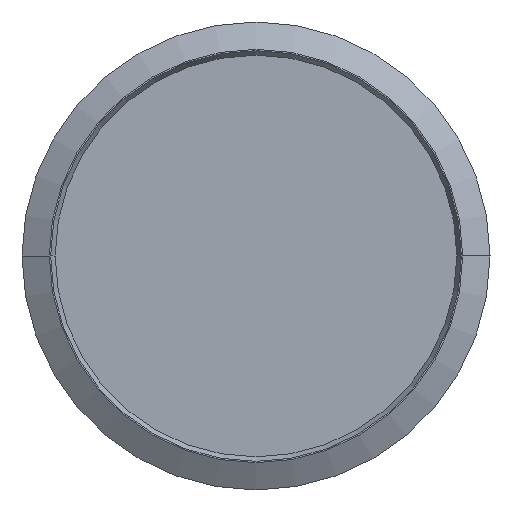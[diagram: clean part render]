
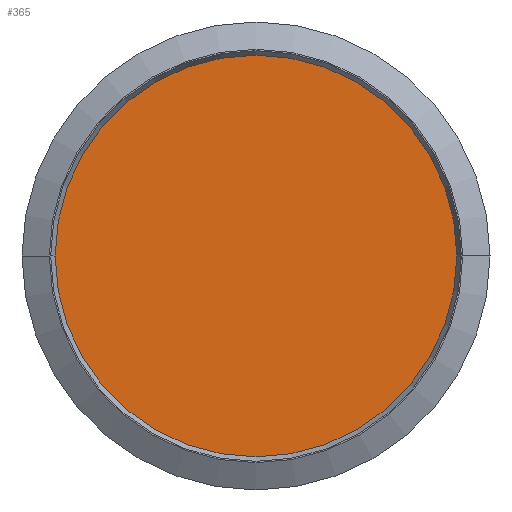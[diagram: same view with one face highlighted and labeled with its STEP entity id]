
A CAD part, front view. The second image highlights one B-rep face of the part: STEP entity #365.
In plain terms, the highlighted planar face has unit normal (0, -1, 0).
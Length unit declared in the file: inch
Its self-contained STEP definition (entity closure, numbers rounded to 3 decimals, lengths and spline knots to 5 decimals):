
#77 = DIRECTION ( 'NONE',  ( 0., -1., 0. ) ) ;
#93 = AXIS2_PLACEMENT_3D ( 'NONE', #1113, #895, #553 ) ;
#210 = EDGE_CURVE ( 'NONE', #825, #722, #1133, .T. ) ;
#239 = CARTESIAN_POINT ( 'NONE',  ( -0.20276, -1.96063, 0. ) ) ;
#252 = ORIENTED_EDGE ( 'NONE', *, *, #210, .T. ) ;
#272 = AXIS2_PLACEMENT_3D ( 'NONE', #1442, #861, #757 ) ;
#365 = ADVANCED_FACE ( 'NONE', ( #628 ), #751, .T. ) ;
#425 = EDGE_CURVE ( 'NONE', #722, #825, #754, .T. ) ;
#553 = DIRECTION ( 'NONE',  ( 0., 0., -1. ) ) ;
#559 = CARTESIAN_POINT ( 'NONE',  ( 0., -1.96063, 0. ) ) ;
#628 = FACE_OUTER_BOUND ( 'NONE', #1509, .T. ) ;
#722 = VERTEX_POINT ( 'NONE', #239 ) ;
#751 = PLANE ( 'NONE',  #272 ) ;
#752 = AXIS2_PLACEMENT_3D ( 'NONE', #559, #77, #1252 ) ;
#754 = CIRCLE ( 'NONE', #93, 0.20276 ) ;
#757 = DIRECTION ( 'NONE',  ( 0., 0., -1. ) ) ;
#825 = VERTEX_POINT ( 'NONE', #1010 ) ;
#861 = DIRECTION ( 'NONE',  ( 0., -1., 0. ) ) ;
#895 = DIRECTION ( 'NONE',  ( 0., -1., 0. ) ) ;
#923 = ORIENTED_EDGE ( 'NONE', *, *, #425, .T. ) ;
#1010 = CARTESIAN_POINT ( 'NONE',  ( 0.20276, -1.96063, 0. ) ) ;
#1113 = CARTESIAN_POINT ( 'NONE',  ( 0., -1.96063, 0. ) ) ;
#1133 = CIRCLE ( 'NONE', #752, 0.20276 ) ;
#1252 = DIRECTION ( 'NONE',  ( 0., 0., -1. ) ) ;
#1442 = CARTESIAN_POINT ( 'NONE',  ( 0., -1.96063, 0. ) ) ;
#1509 = EDGE_LOOP ( 'NONE', ( #923, #252 ) ) ;
